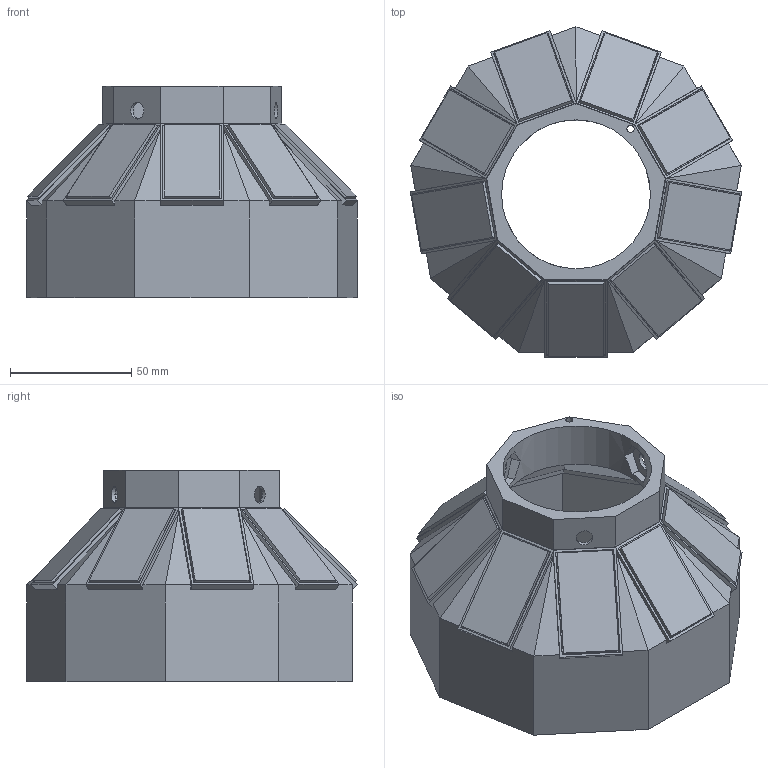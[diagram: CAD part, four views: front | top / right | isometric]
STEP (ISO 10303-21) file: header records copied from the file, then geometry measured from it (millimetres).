
FILE_DESCRIPTION(/* description */ (''),/* implementation_level */ '2;1');
FILE_NAME(/* name */ 'Buoy v2.2 (45 degree inclined).step',/* time_stamp */ '2024-11-02T15:08:05+06:00',/* author */ (''),/* organization */ (''),/* preprocessor_version */ 'ST-DEVELOPER v20',/* originating_system */ 'Autodesk Translation Framework v13.20.0.188',/* authorisation */ '');
FILE_SCHEMA (('AUTOMOTIVE_DESIGN { 1 0 10303 214 3 1 1 }'));
Length unit declared in the file: millimetre
Products named in the file (3): Buoy v2; Solar panels; Solar panel
Assembly tree (10 placements, depth 3):
  Buoy v2
    Solar panels
      Solar panel  x9
Bounding box: 136.89 x 136.49 x 87.3 mm (x, y, z)
Volume: 105279.4 mm3; surface area: 99361.9 mm2
Topology: 10 solids, 10 shells, 385 faces, 1011 edges, 632 vertices
Faces by surface type: plane 326, bspline 36, cylinder 23
Full cylindrical faces by diameter (mm): 2 x18, 3 x1, 7 x3, 61.458 x1
Entity records: 12607 total; most frequent: CARTESIAN_POINT 4308, ORIENTED_EDGE 1830, DIRECTION 1473, EDGE_CURVE 915, LINE 675, VECTOR 675, VERTEX_POINT 568, AXIS2_PLACEMENT_3D 399
